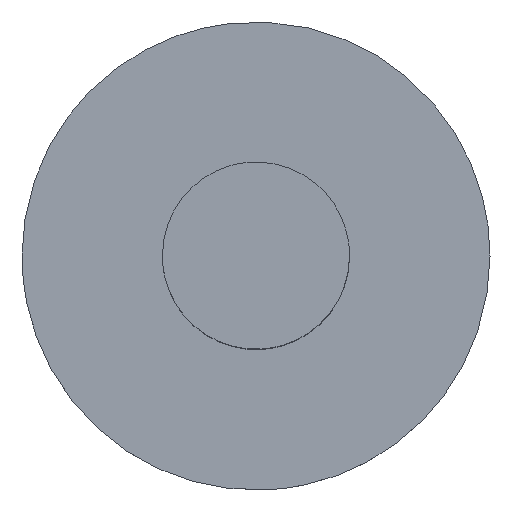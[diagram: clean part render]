
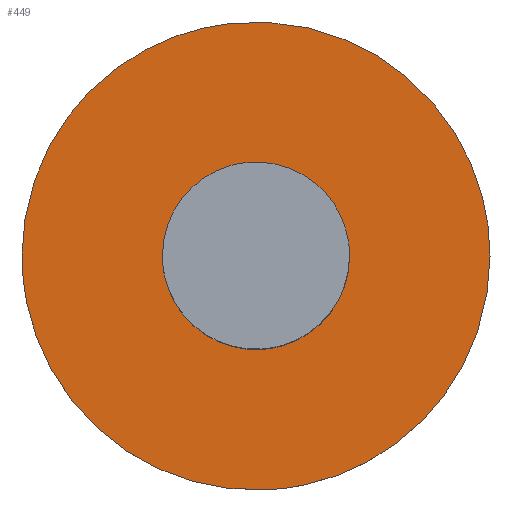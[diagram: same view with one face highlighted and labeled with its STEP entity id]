
A CAD part, top view. The second image highlights one B-rep face of the part: STEP entity #449.
In plain terms, the highlighted free-form (B-spline) face has degree [1, 1] with [2, 2] control points.
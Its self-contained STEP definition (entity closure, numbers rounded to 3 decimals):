
#100=CARTESIAN_POINT('',(0.147,-2.396,3.5));
#101=VERTEX_POINT('',#100);
#107=CARTESIAN_POINT('',(2.4,0.0,3.5));
#108=VERTEX_POINT('',#107);
#109=CARTESIAN_POINT('',(2.4,0.0,3.5));
#110=CARTESIAN_POINT('',(2.4,-2.258,3.5));
#111=CARTESIAN_POINT('',(0.147,-2.396,3.5));
#119=(BOUNDED_CURVE()B_SPLINE_CURVE(2,(#109,#110,#111),.UNSPECIFIED.,.F.,.U.)B_SPLINE_CURVE_WITH_KNOTS((3,3),(0.5,0.739),.UNSPECIFIED.)CURVE()GEOMETRIC_REPRESENTATION_ITEM()RATIONAL_B_SPLINE_CURVE((1.0,0.72,0.976))REPRESENTATION_ITEM(''));
#120=EDGE_CURVE('',#108,#101,#119,.T.);
#122=CARTESIAN_POINT('',(-0.283,2.383,3.5));
#123=VERTEX_POINT('',#122);
#124=CARTESIAN_POINT('',(-0.283,2.383,3.5));
#125=CARTESIAN_POINT('',(-0.142,2.4,3.5));
#126=CARTESIAN_POINT('',(0.0,2.4,3.5));
#127=CARTESIAN_POINT('',(2.4,2.4,3.5));
#128=CARTESIAN_POINT('',(2.4,0.0,3.5));
#136=(BOUNDED_CURVE()B_SPLINE_CURVE(2,(#124,#125,#126,#127,#128),.UNSPECIFIED.,.F.,.U.)B_SPLINE_CURVE_WITH_KNOTS((3,2,3),(0.23,0.25,0.5),.UNSPECIFIED.)CURVE()GEOMETRIC_REPRESENTATION_ITEM()RATIONAL_B_SPLINE_CURVE((0.956,0.976,1.0,0.707,1.0))REPRESENTATION_ITEM(''));
#137=EDGE_CURVE('',#123,#108,#136,.T.);
#185=CARTESIAN_POINT('',(-2.4,0.0,3.5));
#186=VERTEX_POINT('',#185);
#187=CARTESIAN_POINT('',(-2.4,0.0,3.5));
#188=CARTESIAN_POINT('',(-2.4,2.132,3.5));
#189=CARTESIAN_POINT('',(-0.283,2.383,3.5));
#197=(BOUNDED_CURVE()B_SPLINE_CURVE(2,(#187,#188,#189),.UNSPECIFIED.,.F.,.U.)B_SPLINE_CURVE_WITH_KNOTS((3,3),(0.0,0.23),.UNSPECIFIED.)CURVE()GEOMETRIC_REPRESENTATION_ITEM()RATIONAL_B_SPLINE_CURVE((1.0,0.731,0.956))REPRESENTATION_ITEM(''));
#198=EDGE_CURVE('',#186,#123,#197,.T.);
#200=CARTESIAN_POINT('',(0.147,-2.396,3.5));
#201=CARTESIAN_POINT('',(0.073,-2.4,3.5));
#202=CARTESIAN_POINT('',(0.0,-2.4,3.5));
#203=CARTESIAN_POINT('',(-2.4,-2.4,3.5));
#204=CARTESIAN_POINT('',(-2.4,0.0,3.5));
#212=(BOUNDED_CURVE()B_SPLINE_CURVE(2,(#200,#201,#202,#203,#204),.UNSPECIFIED.,.F.,.U.)B_SPLINE_CURVE_WITH_KNOTS((3,2,3),(0.739,0.75,1.0),.UNSPECIFIED.)CURVE()GEOMETRIC_REPRESENTATION_ITEM()RATIONAL_B_SPLINE_CURVE((0.976,0.988,1.0,0.707,1.0))REPRESENTATION_ITEM(''));
#213=EDGE_CURVE('',#101,#186,#212,.T.);
#256=CARTESIAN_POINT('',(-0.708,5.958,3.5));
#257=VERTEX_POINT('',#256);
#258=CARTESIAN_POINT('',(6.0,0.0,3.5));
#259=VERTEX_POINT('',#258);
#260=CARTESIAN_POINT('',(-0.708,5.958,3.5));
#261=CARTESIAN_POINT('',(-0.355,6.,3.5));
#262=CARTESIAN_POINT('',(0.0,6.0,3.5));
#263=CARTESIAN_POINT('',(6.0,6.0,3.5));
#264=CARTESIAN_POINT('',(6.0,0.0,3.5));
#272=(BOUNDED_CURVE()B_SPLINE_CURVE(2,(#260,#261,#262,#263,#264),.UNSPECIFIED.,.F.,.U.)B_SPLINE_CURVE_WITH_KNOTS((3,2,3),(0.23,0.25,0.5),.UNSPECIFIED.)CURVE()GEOMETRIC_REPRESENTATION_ITEM()RATIONAL_B_SPLINE_CURVE((0.956,0.976,1.0,0.707,1.0))REPRESENTATION_ITEM(''));
#273=EDGE_CURVE('',#257,#259,#272,.T.);
#275=CARTESIAN_POINT('',(0.366,-5.989,3.5));
#276=VERTEX_POINT('',#275);
#277=CARTESIAN_POINT('',(6.0,0.0,3.5));
#278=CARTESIAN_POINT('',(6.,-5.644,3.5));
#279=CARTESIAN_POINT('',(0.366,-5.989,3.5));
#287=(BOUNDED_CURVE()B_SPLINE_CURVE(2,(#277,#278,#279),.UNSPECIFIED.,.F.,.U.)B_SPLINE_CURVE_WITH_KNOTS((3,3),(0.5,0.739),.UNSPECIFIED.)CURVE()GEOMETRIC_REPRESENTATION_ITEM()RATIONAL_B_SPLINE_CURVE((1.0,0.72,0.976))REPRESENTATION_ITEM(''));
#288=EDGE_CURVE('',#259,#276,#287,.T.);
#355=CARTESIAN_POINT('',(-6.0,0.0,3.5));
#356=VERTEX_POINT('',#355);
#357=CARTESIAN_POINT('',(-6.0,0.0,3.5));
#358=CARTESIAN_POINT('',(-6.,5.329,3.5));
#359=CARTESIAN_POINT('',(-0.708,5.958,3.5));
#367=(BOUNDED_CURVE()B_SPLINE_CURVE(2,(#357,#358,#359),.UNSPECIFIED.,.F.,.U.)B_SPLINE_CURVE_WITH_KNOTS((3,3),(0.0,0.23),.UNSPECIFIED.)CURVE()GEOMETRIC_REPRESENTATION_ITEM()RATIONAL_B_SPLINE_CURVE((1.0,0.731,0.956))REPRESENTATION_ITEM(''));
#368=EDGE_CURVE('',#356,#257,#367,.T.);
#402=CARTESIAN_POINT('',(0.366,-5.989,3.5));
#403=CARTESIAN_POINT('',(0.183,-6.0,3.5));
#404=CARTESIAN_POINT('',(0.0,-6.0,3.5));
#405=CARTESIAN_POINT('',(-6.0,-6.0,3.5));
#406=CARTESIAN_POINT('',(-6.0,0.0,3.5));
#414=(BOUNDED_CURVE()B_SPLINE_CURVE(2,(#402,#403,#404,#405,#406),.UNSPECIFIED.,.F.,.U.)B_SPLINE_CURVE_WITH_KNOTS((3,2,3),(0.739,0.75,1.0),.UNSPECIFIED.)CURVE()GEOMETRIC_REPRESENTATION_ITEM()RATIONAL_B_SPLINE_CURVE((0.976,0.988,1.0,0.707,1.0))REPRESENTATION_ITEM(''));
#415=EDGE_CURVE('',#276,#356,#414,.T.);
#432=CARTESIAN_POINT('',(-6.599,-6.599,3.5));
#433=CARTESIAN_POINT('',(6.599,-6.599,3.5));
#434=CARTESIAN_POINT('',(-6.599,6.599,3.5));
#435=CARTESIAN_POINT('',(6.599,6.599,3.5));
#436=B_SPLINE_SURFACE_WITH_KNOTS('',1,1,((#432,#434),(#433,#435)),.UNSPECIFIED.,.F.,.F.,.U.,(2,2),(2,2),(0.0,13.199),(0.0,13.199),.UNSPECIFIED.);
#437=ORIENTED_EDGE('',*,*,#415,.F.);
#438=ORIENTED_EDGE('',*,*,#288,.F.);
#439=ORIENTED_EDGE('',*,*,#273,.F.);
#440=ORIENTED_EDGE('',*,*,#368,.F.);
#441=EDGE_LOOP('',(#437,#438,#439,#440));
#442=FACE_OUTER_BOUND('',#441,.T.);
#443=ORIENTED_EDGE('',*,*,#120,.T.);
#444=ORIENTED_EDGE('',*,*,#213,.T.);
#445=ORIENTED_EDGE('',*,*,#198,.T.);
#446=ORIENTED_EDGE('',*,*,#137,.T.);
#447=EDGE_LOOP('',(#443,#444,#445,#446));
#448=FACE_BOUND('',#447,.T.);
#449=ADVANCED_FACE('',(#442,#448),#436,.T.);
